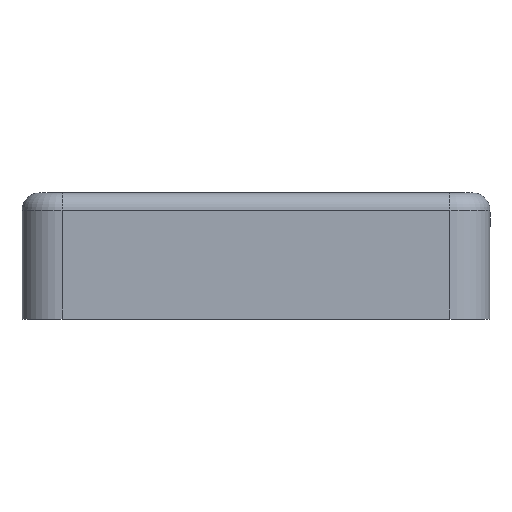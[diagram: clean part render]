
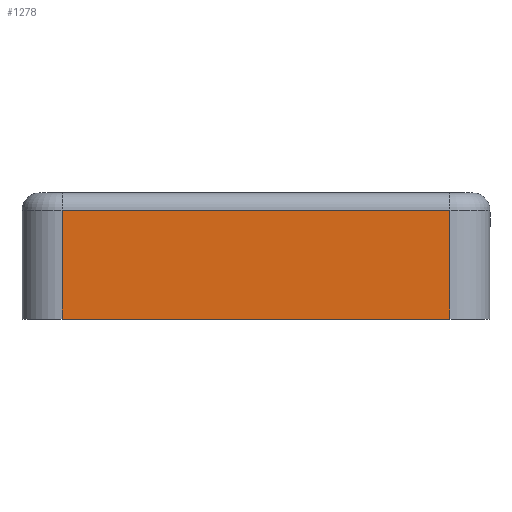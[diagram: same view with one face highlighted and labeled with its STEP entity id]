
A CAD part, left-side view. The second image highlights one B-rep face of the part: STEP entity #1278.
In plain terms, the highlighted face is planar.
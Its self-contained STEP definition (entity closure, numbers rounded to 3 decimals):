
#48=PLANE('',#1454);
#61=LINE('',#1969,#149);
#86=LINE('',#2071,#174);
#106=LINE('',#2153,#194);
#124=LINE('',#2198,#212);
#149=VECTOR('',#1555,1000.);
#174=VECTOR('',#1644,1000.);
#194=VECTOR('',#1720,1000.);
#212=VECTOR('',#1780,1000.);
#521=ORIENTED_EDGE('',*,*,#621,.T.);
#522=ORIENTED_EDGE('',*,*,#716,.F.);
#523=ORIENTED_EDGE('',*,*,#741,.F.);
#524=ORIENTED_EDGE('',*,*,#673,.T.);
#621=EDGE_CURVE('',#802,#801,#61,.T.);
#673=EDGE_CURVE('',#847,#802,#86,.T.);
#716=EDGE_CURVE('',#880,#801,#106,.T.);
#741=EDGE_CURVE('',#847,#880,#124,.T.);
#801=VERTEX_POINT('',#1968);
#802=VERTEX_POINT('',#1970);
#847=VERTEX_POINT('',#2072);
#880=VERTEX_POINT('',#2152);
#1061=EDGE_LOOP('',(#521,#522,#523,#524));
#1161=FACE_BOUND('',#1061,.T.);
#1278=ADVANCED_FACE('',(#1161),#48,.T.);
#1454=AXIS2_PLACEMENT_3D('',#2242,#1850,#1851);
#1555=DIRECTION('',(-1.,0.,0.));
#1644=DIRECTION('',(0.,-1.,0.));
#1720=DIRECTION('',(0.,-1.,0.));
#1780=DIRECTION('',(-1.,0.,0.));
#1850=DIRECTION('',(0.,0.,-1.));
#1851=DIRECTION('',(0.,-1.,0.));
#1968=CARTESIAN_POINT('',(-16.9,-11.,-27.4));
#1969=CARTESIAN_POINT('',(16.9,-11.,-27.4));
#1970=CARTESIAN_POINT('',(16.9,-11.,-27.4));
#2071=CARTESIAN_POINT('',(16.9,0.,-27.4));
#2072=CARTESIAN_POINT('',(16.9,-1.5,-27.4));
#2152=CARTESIAN_POINT('',(-16.9,-1.5,-27.4));
#2153=CARTESIAN_POINT('',(-16.9,0.,-27.4));
#2198=CARTESIAN_POINT('',(16.9,-1.5,-27.4));
#2242=CARTESIAN_POINT('',(16.9,0.,-27.4));
